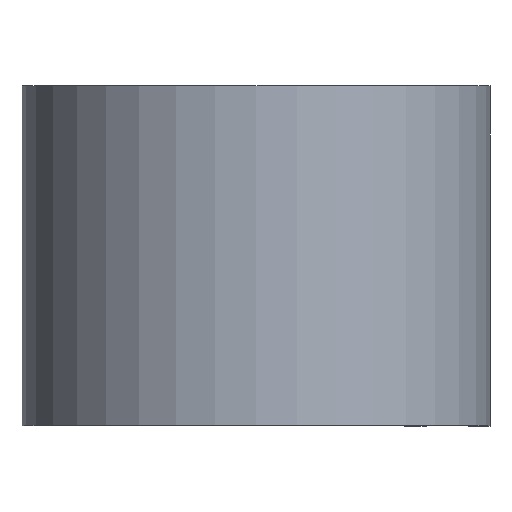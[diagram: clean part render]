
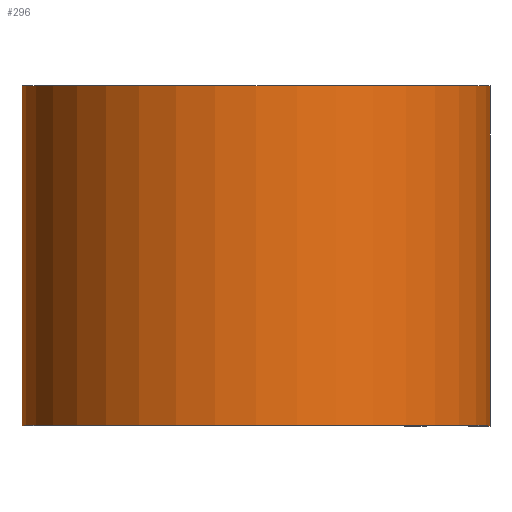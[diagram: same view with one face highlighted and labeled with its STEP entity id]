
A CAD part, top view. The second image highlights one B-rep face of the part: STEP entity #296.
In plain terms, the highlighted cylindrical face has radius 8.75 mm (diameter 17.501 mm), a partial arc.
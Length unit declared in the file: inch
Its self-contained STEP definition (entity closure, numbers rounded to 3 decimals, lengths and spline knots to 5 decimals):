
#55 = VERTEX_POINT ( 'NONE', #261 ) ;
#64 = CARTESIAN_POINT ( 'NONE',  ( 0., 0.25, -0.3445 ) ) ;
#90 = LINE ( 'NONE', #294, #472 ) ;
#103 = CARTESIAN_POINT ( 'NONE',  ( 0.3445, 0.25, 0. ) ) ;
#119 = DIRECTION ( 'NONE',  ( 1., 0., 0. ) ) ;
#125 = VERTEX_POINT ( 'NONE', #103 ) ;
#127 = VECTOR ( 'NONE', #462, 39.37008 ) ;
#144 = AXIS2_PLACEMENT_3D ( 'NONE', #223, #562, #119 ) ;
#149 = ORIENTED_EDGE ( 'NONE', *, *, #410, .F. ) ;
#173 = CIRCLE ( 'NONE', #144, 0.3445 ) ;
#178 = EDGE_LOOP ( 'NONE', ( #357, #604, #149, #494 ) ) ;
#186 = DIRECTION ( 'NONE',  ( 0., 0., -1. ) ) ;
#223 = CARTESIAN_POINT ( 'NONE',  ( 0., 0.25, 0. ) ) ;
#242 = EDGE_CURVE ( 'NONE', #367, #55, #314, .T. ) ;
#261 = CARTESIAN_POINT ( 'NONE',  ( 0., -0.25, -0.3445 ) ) ;
#267 = VERTEX_POINT ( 'NONE', #345 ) ;
#281 = CYLINDRICAL_SURFACE ( 'NONE', #331, 0.3445 ) ;
#284 = DIRECTION ( 'NONE',  ( 0., 1., 0. ) ) ;
#287 = EDGE_CURVE ( 'NONE', #125, #267, #90, .T. ) ;
#294 = CARTESIAN_POINT ( 'NONE',  ( 0.3445, 0.25, 0. ) ) ;
#296 = ADVANCED_FACE ( 'NONE', ( #431 ), #281, .T. ) ;
#306 = CIRCLE ( 'NONE', #471, 0.3445 ) ;
#314 = LINE ( 'NONE', #64, #127 ) ;
#331 = AXIS2_PLACEMENT_3D ( 'NONE', #427, #490, #186 ) ;
#337 = DIRECTION ( 'NONE',  ( 0., -1., 0. ) ) ;
#345 = CARTESIAN_POINT ( 'NONE',  ( 0.3445, -0.25, 0. ) ) ;
#357 = ORIENTED_EDGE ( 'NONE', *, *, #508, .T. ) ;
#367 = VERTEX_POINT ( 'NONE', #565 ) ;
#410 = EDGE_CURVE ( 'NONE', #367, #125, #173, .T. ) ;
#426 = DIRECTION ( 'NONE',  ( 1., 0., 0. ) ) ;
#427 = CARTESIAN_POINT ( 'NONE',  ( 0., 0.25, 0. ) ) ;
#431 = FACE_OUTER_BOUND ( 'NONE', #178, .T. ) ;
#462 = DIRECTION ( 'NONE',  ( 0., -1., 0. ) ) ;
#471 = AXIS2_PLACEMENT_3D ( 'NONE', #570, #284, #426 ) ;
#472 = VECTOR ( 'NONE', #337, 39.37008 ) ;
#490 = DIRECTION ( 'NONE',  ( 0., -1., 0. ) ) ;
#494 = ORIENTED_EDGE ( 'NONE', *, *, #242, .T. ) ;
#508 = EDGE_CURVE ( 'NONE', #55, #267, #306, .T. ) ;
#562 = DIRECTION ( 'NONE',  ( 0., 1., 0. ) ) ;
#565 = CARTESIAN_POINT ( 'NONE',  ( 0., 0.25, -0.3445 ) ) ;
#570 = CARTESIAN_POINT ( 'NONE',  ( 0., -0.25, 0. ) ) ;
#604 = ORIENTED_EDGE ( 'NONE', *, *, #287, .F. ) ;
